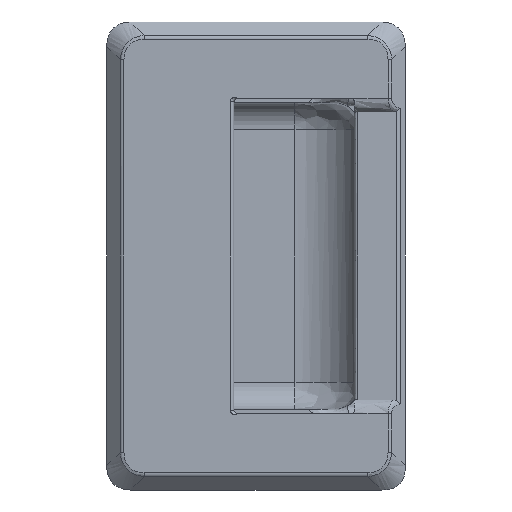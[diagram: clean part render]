
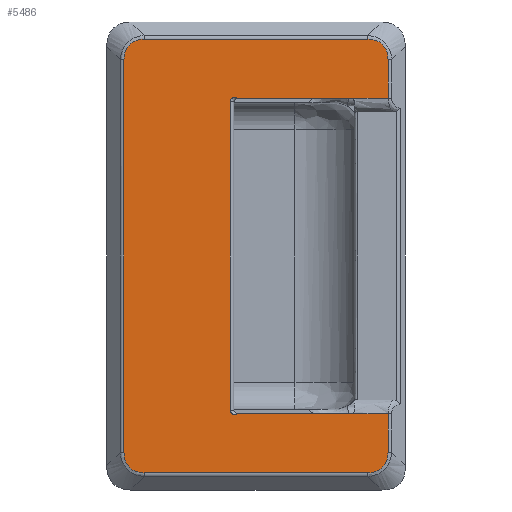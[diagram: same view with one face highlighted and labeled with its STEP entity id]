
A CAD part, front view. The second image highlights one B-rep face of the part: STEP entity #5486.
In plain terms, the highlighted free-form (B-spline) face has degree [1, 1] with [2, 2] control points.
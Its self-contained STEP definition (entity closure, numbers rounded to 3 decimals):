
#2326=CARTESIAN_POINT('',(38.939,0.0,-46.5));
#2327=VERTEX_POINT('',#2326);
#2391=CARTESIAN_POINT('',(38.939,0.0,-57.928));
#2392=VERTEX_POINT('',#2391);
#2409=CARTESIAN_POINT('',(38.939,0.0,-57.928));
#2410=CARTESIAN_POINT('',(38.939,0.0,-46.5));
#2411=QUASI_UNIFORM_CURVE('',1,(#2409,#2410),.UNSPECIFIED.,.F.,.U.);
#2412=EDGE_CURVE('',#2392,#2327,#2411,.T.);
#2535=CARTESIAN_POINT('',(32.928,0.0,-63.939));
#2536=VERTEX_POINT('',#2535);
#2561=CARTESIAN_POINT('',(32.928,0.,-63.939));
#2562=CARTESIAN_POINT('',(38.939,0.,-63.939));
#2563=CARTESIAN_POINT('',(38.939,0.,-57.928));
#2571=(BOUNDED_CURVE()B_SPLINE_CURVE(2,(#2561,#2562,#2563),.UNSPECIFIED.,.F.,.U.)CURVE()GEOMETRIC_REPRESENTATION_ITEM()QUASI_UNIFORM_CURVE()RATIONAL_B_SPLINE_CURVE((1.0,0.866,1.0))REPRESENTATION_ITEM(''));
#2572=EDGE_CURVE('',#2536,#2392,#2571,.T.);
#2647=CARTESIAN_POINT('',(38.939,0.0,46.5));
#2648=VERTEX_POINT('',#2647);
#2710=CARTESIAN_POINT('',(-32.928,0.0,-63.939));
#2711=VERTEX_POINT('',#2710);
#2728=CARTESIAN_POINT('',(-32.928,0.0,-63.939));
#2729=CARTESIAN_POINT('',(32.928,0.0,-63.939));
#2730=QUASI_UNIFORM_CURVE('',1,(#2728,#2729),.UNSPECIFIED.,.F.,.U.);
#2731=EDGE_CURVE('',#2711,#2536,#2730,.T.);
#2752=CARTESIAN_POINT('',(38.939,0.0,57.928));
#2753=VERTEX_POINT('',#2752);
#2762=CARTESIAN_POINT('',(38.939,0.0,46.5));
#2763=CARTESIAN_POINT('',(38.939,0.0,57.928));
#2764=QUASI_UNIFORM_CURVE('',1,(#2762,#2763),.UNSPECIFIED.,.F.,.U.);
#2765=EDGE_CURVE('',#2648,#2753,#2764,.T.);
#2854=CARTESIAN_POINT('',(-38.939,0.0,-57.928));
#2855=VERTEX_POINT('',#2854);
#2880=CARTESIAN_POINT('',(-38.939,0.,-57.928));
#2881=CARTESIAN_POINT('',(-38.939,0.,-63.939));
#2882=CARTESIAN_POINT('',(-32.928,0.,-63.939));
#2890=(BOUNDED_CURVE()B_SPLINE_CURVE(2,(#2880,#2881,#2882),.UNSPECIFIED.,.F.,.U.)CURVE()GEOMETRIC_REPRESENTATION_ITEM()QUASI_UNIFORM_CURVE()RATIONAL_B_SPLINE_CURVE((1.0,0.866,1.0))REPRESENTATION_ITEM(''));
#2891=EDGE_CURVE('',#2855,#2711,#2890,.T.);
#2976=CARTESIAN_POINT('',(32.928,0.0,63.939));
#2977=VERTEX_POINT('',#2976);
#2986=CARTESIAN_POINT('',(38.939,0.,57.928));
#2987=CARTESIAN_POINT('',(38.939,0.,63.939));
#2988=CARTESIAN_POINT('',(32.928,0.,63.939));
#2996=(BOUNDED_CURVE()B_SPLINE_CURVE(2,(#2986,#2987,#2988),.UNSPECIFIED.,.F.,.U.)CURVE()GEOMETRIC_REPRESENTATION_ITEM()QUASI_UNIFORM_CURVE()RATIONAL_B_SPLINE_CURVE((1.0,0.866,1.0))REPRESENTATION_ITEM(''));
#2997=EDGE_CURVE('',#2753,#2977,#2996,.T.);
#3030=CARTESIAN_POINT('',(-38.939,0.0,57.928));
#3031=VERTEX_POINT('',#3030);
#3049=CARTESIAN_POINT('',(-38.939,0.0,57.928));
#3050=CARTESIAN_POINT('',(-38.939,0.0,-57.928));
#3051=QUASI_UNIFORM_CURVE('',1,(#3049,#3050),.UNSPECIFIED.,.F.,.U.);
#3052=EDGE_CURVE('',#3031,#2855,#3051,.T.);
#3073=CARTESIAN_POINT('',(-32.928,0.0,63.939));
#3074=VERTEX_POINT('',#3073);
#3083=CARTESIAN_POINT('',(32.928,0.0,63.939));
#3084=CARTESIAN_POINT('',(-32.928,0.0,63.939));
#3085=QUASI_UNIFORM_CURVE('',1,(#3083,#3084),.UNSPECIFIED.,.F.,.U.);
#3086=EDGE_CURVE('',#2977,#3074,#3085,.T.);
#3176=CARTESIAN_POINT('',(-32.928,0.,63.939));
#3177=CARTESIAN_POINT('',(-38.939,0.,63.939));
#3178=CARTESIAN_POINT('',(-38.939,0.,57.928));
#3186=(BOUNDED_CURVE()B_SPLINE_CURVE(2,(#3176,#3177,#3178),.UNSPECIFIED.,.F.,.U.)CURVE()GEOMETRIC_REPRESENTATION_ITEM()QUASI_UNIFORM_CURVE()RATIONAL_B_SPLINE_CURVE((1.0,0.866,1.0))REPRESENTATION_ITEM(''));
#3187=EDGE_CURVE('',#3074,#3031,#3186,.T.);
#4450=CARTESIAN_POINT('',(-5.5,0.0,46.5));
#4451=VERTEX_POINT('',#4450);
#4471=CARTESIAN_POINT('',(-7.55,0.0,45.5));
#4472=VERTEX_POINT('',#4471);
#4473=CARTESIAN_POINT('',(-7.55,0.0,45.5));
#4474=CARTESIAN_POINT('',(-7.55,0.0,45.903));
#4475=CARTESIAN_POINT('',(-7.306,0.0,46.248));
#4476=CARTESIAN_POINT('',(-7.072,0.0,46.578));
#4477=CARTESIAN_POINT('',(-6.718,0.0,46.718));
#4478=CARTESIAN_POINT('',(-6.388,0.0,46.847));
#4479=CARTESIAN_POINT('',(-6.035,0.0,46.775));
#4480=CARTESIAN_POINT('',(-5.707,0.0,46.708));
#4481=CARTESIAN_POINT('',(-5.5,0.0,46.5));
#4482=B_SPLINE_CURVE_WITH_KNOTS('',2,(#4473,#4474,#4475,#4476,#4477,#4478,#4479,#4480,#4481),.UNSPECIFIED.,.F.,.U.,(3,2,2,2,3),(0.0,0.25,0.5,0.75,1.0),.UNSPECIFIED.);
#4483=EDGE_CURVE('',#4472,#4451,#4482,.T.);
#4512=CARTESIAN_POINT('',(-7.55,0.0,-45.5));
#4513=VERTEX_POINT('',#4512);
#4532=CARTESIAN_POINT('',(-7.55,0.0,-45.5));
#4533=CARTESIAN_POINT('',(-7.55,0.0,45.5));
#4534=QUASI_UNIFORM_CURVE('',1,(#4532,#4533),.UNSPECIFIED.,.F.,.U.);
#4535=EDGE_CURVE('',#4513,#4472,#4534,.T.);
#4566=CARTESIAN_POINT('',(-5.5,0.0,-46.5));
#4567=VERTEX_POINT('',#4566);
#4568=CARTESIAN_POINT('',(-5.5,0.0,-46.5));
#4569=CARTESIAN_POINT('',(-5.707,0.0,-46.707));
#4570=CARTESIAN_POINT('',(-6.035,0.0,-46.775));
#4571=CARTESIAN_POINT('',(-6.387,0.0,-46.847));
#4572=CARTESIAN_POINT('',(-6.718,0.0,-46.718));
#4573=CARTESIAN_POINT('',(-7.071,0.0,-46.579));
#4574=CARTESIAN_POINT('',(-7.306,0.0,-46.248));
#4575=CARTESIAN_POINT('',(-7.55,0.0,-45.903));
#4576=CARTESIAN_POINT('',(-7.55,0.0,-45.5));
#4577=B_SPLINE_CURVE_WITH_KNOTS('',2,(#4568,#4569,#4570,#4571,#4572,#4573,#4574,#4575,#4576),.UNSPECIFIED.,.F.,.U.,(3,2,2,2,3),(0.0,0.25,0.5,0.75,1.0),.UNSPECIFIED.);
#4578=EDGE_CURVE('',#4567,#4513,#4577,.T.);
#4776=CARTESIAN_POINT('',(28.,0.0,-46.5));
#4777=VERTEX_POINT('',#4776);
#4778=CARTESIAN_POINT('',(38.939,0.0,-46.5));
#4779=CARTESIAN_POINT('',(28.,0.0,-46.5));
#4780=QUASI_UNIFORM_CURVE('',1,(#4778,#4779),.UNSPECIFIED.,.F.,.U.);
#4781=EDGE_CURVE('',#2327,#4777,#4780,.T.);
#4854=CARTESIAN_POINT('',(28.,0.0,46.5));
#4855=VERTEX_POINT('',#4854);
#4856=CARTESIAN_POINT('',(28.,0.0,46.5));
#4857=CARTESIAN_POINT('',(38.939,0.0,46.5));
#4858=QUASI_UNIFORM_CURVE('',1,(#4856,#4857),.UNSPECIFIED.,.F.,.U.);
#4859=EDGE_CURVE('',#4855,#2648,#4858,.T.);
#5455=CARTESIAN_POINT('',(-42.829,0.0,70.326));
#5456=CARTESIAN_POINT('',(42.829,0.0,70.326));
#5457=CARTESIAN_POINT('',(-42.829,0.0,-70.326));
#5458=CARTESIAN_POINT('',(42.829,0.0,-70.326));
#5459=B_SPLINE_SURFACE_WITH_KNOTS('',1,1,((#5455,#5457),(#5456,#5458)),.UNSPECIFIED.,.F.,.F.,.U.,(2,2),(2,2),(0.0,85.657),(0.0,140.652),.UNSPECIFIED.);
#5460=ORIENTED_EDGE('',*,*,#2572,.T.);
#5461=ORIENTED_EDGE('',*,*,#2412,.T.);
#5462=ORIENTED_EDGE('',*,*,#4781,.T.);
#5463=CARTESIAN_POINT('',(-5.5,0.0,-46.5));
#5464=CARTESIAN_POINT('',(28.,0.0,-46.5));
#5465=QUASI_UNIFORM_CURVE('',1,(#5463,#5464),.UNSPECIFIED.,.F.,.U.);
#5466=EDGE_CURVE('',#4567,#4777,#5465,.T.);
#5467=ORIENTED_EDGE('',*,*,#5466,.F.);
#5468=ORIENTED_EDGE('',*,*,#4578,.T.);
#5469=ORIENTED_EDGE('',*,*,#4535,.T.);
#5470=ORIENTED_EDGE('',*,*,#4483,.T.);
#5471=CARTESIAN_POINT('',(28.,0.0,46.5));
#5472=CARTESIAN_POINT('',(-5.5,0.0,46.5));
#5473=QUASI_UNIFORM_CURVE('',1,(#5471,#5472),.UNSPECIFIED.,.F.,.U.);
#5474=EDGE_CURVE('',#4855,#4451,#5473,.T.);
#5475=ORIENTED_EDGE('',*,*,#5474,.F.);
#5476=ORIENTED_EDGE('',*,*,#4859,.T.);
#5477=ORIENTED_EDGE('',*,*,#2765,.T.);
#5478=ORIENTED_EDGE('',*,*,#2997,.T.);
#5479=ORIENTED_EDGE('',*,*,#3086,.T.);
#5480=ORIENTED_EDGE('',*,*,#3187,.T.);
#5481=ORIENTED_EDGE('',*,*,#3052,.T.);
#5482=ORIENTED_EDGE('',*,*,#2891,.T.);
#5483=ORIENTED_EDGE('',*,*,#2731,.T.);
#5484=EDGE_LOOP('',(#5460,#5461,#5462,#5467,#5468,#5469,#5470,#5475,#5476,#5477,#5478,#5479,#5480,#5481,#5482,#5483));
#5485=FACE_OUTER_BOUND('',#5484,.T.);
#5486=ADVANCED_FACE('',(#5485),#5459,.F.);
